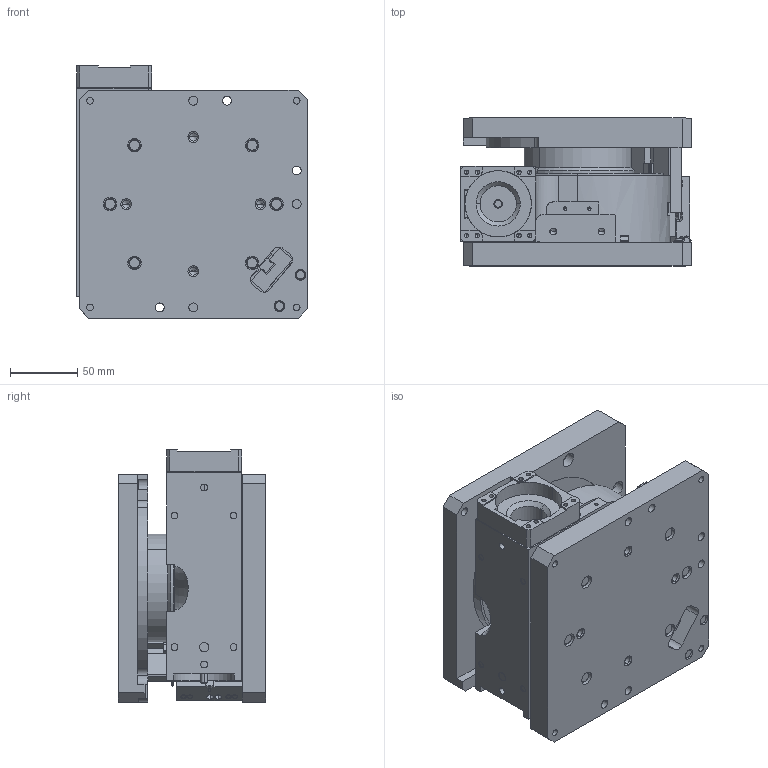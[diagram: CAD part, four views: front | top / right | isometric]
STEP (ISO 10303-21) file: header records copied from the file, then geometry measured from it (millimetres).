
FILE_DESCRIPTION((''),'2;1');
FILE_NAME('5103_A20-40--42707_68308_ASM','2018-12-11T11:27:13',('mn'),(''),'CREO PARAMETRIC BY PTC INC, 2018260','CREO PARAMETRIC BY PTC INC, 2018260','');
FILE_SCHEMA(('CONFIG_CONTROL_DESIGN'));
Length unit declared in the file: millimetre
Products named in the file (3): 5103_A20_BASIS; 5103_A20-SUPPORT; 5103_A20-40--42707_68308_ASM
Assembly tree (2 placements, depth 2):
  5103_A20-40--42707_68308_ASM
    5103_A20_BASIS
    5103_A20-SUPPORT
Bounding box: 172 x 110 x 188 mm (x, y, z)
Volume: 2421302.4 mm3; surface area: 290227.2 mm2
Topology: 2 solids, 8 shells, 1449 faces, 3558 edges, 2244 vertices
Faces by surface type: cylinder 599, plane 574, cone 243, torus 32, bspline 1
Entity records: 44138 total; most frequent: CARTESIAN_POINT 8913, DIRECTION 7788, ORIENTED_EDGE 6964, EDGE_CURVE 3482, AXIS2_PLACEMENT_3D 2985, VERTEX_POINT 2244, VECTOR 1818, LINE 1818
